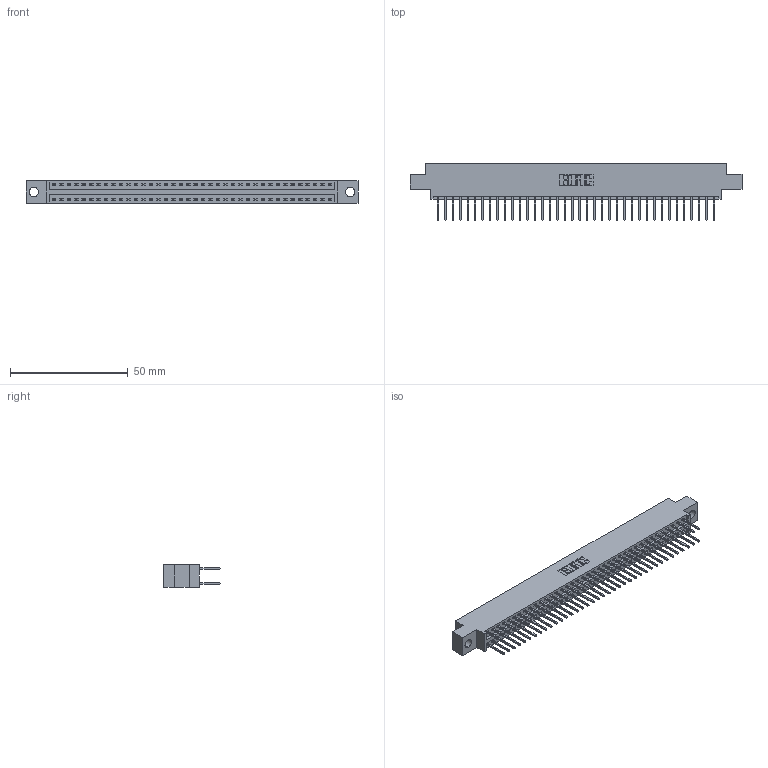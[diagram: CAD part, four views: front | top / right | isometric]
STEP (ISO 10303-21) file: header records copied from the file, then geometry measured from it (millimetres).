
FILE_DESCRIPTION (( 'STEP AP203' ), '1' );
FILE_NAME ('346-076-526-804.STEP', '2018-08-29T04:00:20', ( '' ), ( '' ), 'SwSTEP 2.0', 'SolidWorks 2016', '' );
FILE_SCHEMA (( 'CONFIG_CONTROL_DESIGN' ));
Length unit declared in the file: inch
Products named in the file (3): 346 Part_0.170 Offset - 0.156 Dia-TH; 345-292-001_345-293-126; 346-076-526-804
Assembly tree (77 placements, depth 2):
  346-076-526-804
    346 Part_0.170 Offset - 0.156 Dia-TH
    345-292-001_345-293-126  x76
Bounding box: 141.22 x 24.13 x 9.4 mm (x, y, z)
Volume: 13622.2 mm3; surface area: 19212.5 mm2
Topology: 77 solids, 77 shells, 4078 faces, 12121 edges, 7978 vertices
Faces by surface type: plane 2740, cylinder 1338
Entity records: 25491 total; most frequent: CARTESIAN_POINT 4208, ORIENTED_EDGE 4142, DIRECTION 3759, EDGE_CURVE 2071, LINE 1787, VECTOR 1787, VERTEX_POINT 1378, AXIS2_PLACEMENT_3D 986
